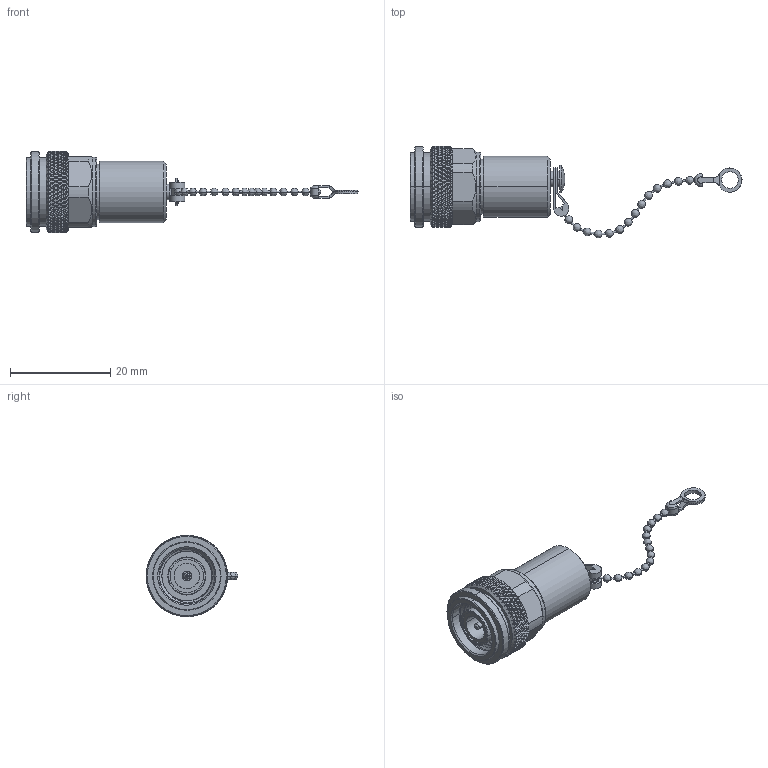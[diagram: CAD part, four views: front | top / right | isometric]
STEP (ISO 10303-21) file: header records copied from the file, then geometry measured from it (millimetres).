
FILE_DESCRIPTION (( 'STEP AP203' ), '1' );
FILE_NAME ('PE6TR014.step', '2018-08-17T15:05:08', ( '' ), ( '' ), 'SwSTEP 2.0', 'SolidWorks 2017', '' );
FILE_SCHEMA (( 'CONFIG_CONTROL_DESIGN' ));
Products named in the file (1): PE6TR014
Bounding box: 66.08 x 18.22 x 16.17 mm (x, y, z)
Volume: 3630.2 mm3; surface area: 2921.2 mm2
Topology: 3 solids, 3 shells, 2044 faces, 4566 edges, 2492 vertices
Faces by surface type: bspline 1511, cylinder 435, plane 71, cone 25, torus 2
Entity records: 73541 total; most frequent: CARTESIAN_POINT 44989, ORIENTED_EDGE 9040, EDGE_CURVE 4520, VERTEX_POINT 2492, EDGE_LOOP 2064, FACE_OUTER_BOUND 2044, ADVANCED_FACE 2044, DIRECTION 2030
